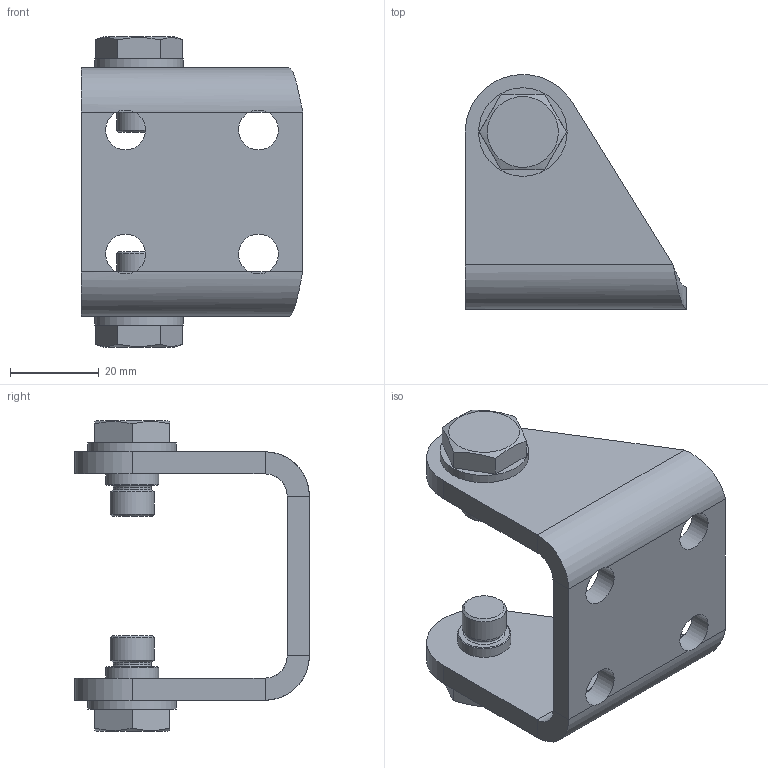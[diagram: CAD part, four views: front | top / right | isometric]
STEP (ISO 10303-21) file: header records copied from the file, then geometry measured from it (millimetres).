
FILE_DESCRIPTION((''),'2;1');
FILE_NAME('MCFI040.stp','2016-07-12T16:45:51',('carlo.corazza'),(''),'Autodesk Inventor 2013','Autodesk Inventor 2013','');
FILE_SCHEMA(('AUTOMOTIVE_DESIGN { 1 0 10303 214 1 1 1 1 }'));
Length unit declared in the file: millimetre
Products named in the file (1): MCFI040_Shrinkwrap_1
Bounding box: 50 x 53 x 70.1 mm (x, y, z)
Volume: 32815.6 mm3; surface area: 14687.2 mm2
Topology: 1 solids, 1 shells, 68 faces, 154 edges, 88 vertices
Faces by surface type: plane 38, cylinder 18, cone 8, torus 2, bspline 2
Full cylindrical faces by diameter (mm): 8.5 x2, 9 x4, 10 x2, 12 x2, 20 x2
Entity records: 1952 total; most frequent: CARTESIAN_POINT 435, DIRECTION 290, ORIENTED_EDGE 264, EDGE_CURVE 132, AXIS2_PLACEMENT_3D 111, EDGE_LOOP 98, VERTEX_POINT 88, STYLED_ITEM 69
